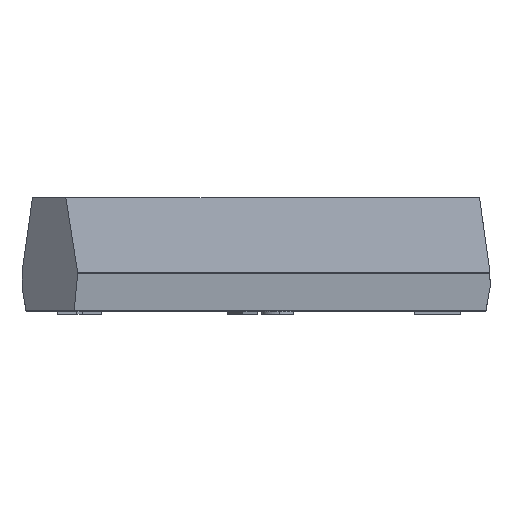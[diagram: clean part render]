
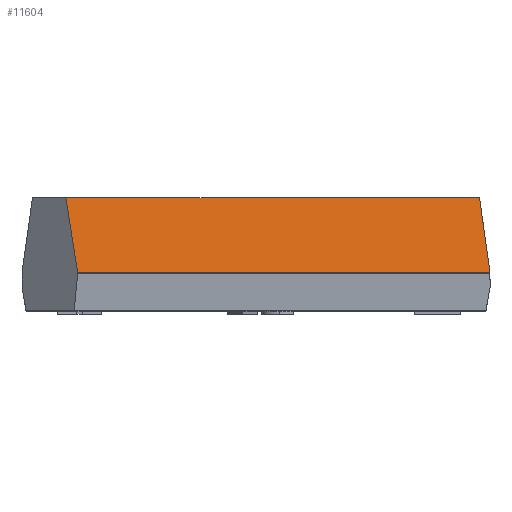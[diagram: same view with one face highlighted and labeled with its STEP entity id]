
A CAD part, top view. The second image highlights one B-rep face of the part: STEP entity #11604.
In plain terms, the highlighted planar face has unit normal (0, 0.139, 0.99).
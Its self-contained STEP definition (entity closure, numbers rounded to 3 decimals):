
#445 = AXIS2_PLACEMENT_3D ( 'NONE', #8345, #16871, #2571 ) ;
#858 = EDGE_CURVE ( 'NONE', #12814, #1197, #7541, .T. ) ;
#1197 = VERTEX_POINT ( 'NONE', #17254 ) ;
#2029 = CARTESIAN_POINT ( 'NONE',  ( 7.25, 0.225, 10.4 ) ) ;
#2253 = EDGE_LOOP ( 'NONE', ( #3509, #17341, #14804, #9605 ) ) ;
#2571 = DIRECTION ( 'NONE',  ( 0., 0.99, -0.139 ) ) ;
#3053 = CARTESIAN_POINT ( 'NONE',  ( 6.974, 2.185, 10.124 ) ) ;
#3509 = ORIENTED_EDGE ( 'NONE', *, *, #16350, .T. ) ;
#3533 = EDGE_CURVE ( 'NONE', #9718, #13044, #3602, .T. ) ;
#3602 = LINE ( 'NONE', #9276, #11459 ) ;
#4806 = DIRECTION ( 'NONE',  ( 1., 0., 0. ) ) ;
#6567 = VECTOR ( 'NONE', #4806, 1000. ) ;
#6849 = EDGE_CURVE ( 'NONE', #13044, #1197, #7499, .T. ) ;
#7103 = CARTESIAN_POINT ( 'NONE',  ( -7.25, 0.225, 10.4 ) ) ;
#7499 = LINE ( 'NONE', #11763, #6567 ) ;
#7541 = LINE ( 'NONE', #3053, #9299 ) ;
#7626 = DIRECTION ( 'NONE',  ( -0.138, 0.981, -0.138 ) ) ;
#7875 = CARTESIAN_POINT ( 'NONE',  ( -5.894, 2.55, 10.073 ) ) ;
#8345 = CARTESIAN_POINT ( 'NONE',  ( -7.25, 0.225, 10.4 ) ) ;
#9276 = CARTESIAN_POINT ( 'NONE',  ( -5.952, 2.918, 10.022 ) ) ;
#9299 = VECTOR ( 'NONE', #7626, 1000. ) ;
#9605 = ORIENTED_EDGE ( 'NONE', *, *, #3533, .F. ) ;
#9718 = VERTEX_POINT ( 'NONE', #16065 ) ;
#10525 = PLANE ( 'NONE',  #445 ) ;
#10674 = DIRECTION ( 'NONE',  ( -0.155, 0.978, -0.137 ) ) ;
#11456 = LINE ( 'NONE', #7103, #17178 ) ;
#11459 = VECTOR ( 'NONE', #10674, 1000. ) ;
#11604 = ADVANCED_FACE ( 'NONE', ( #11815 ), #10525, .F. ) ;
#11763 = CARTESIAN_POINT ( 'NONE',  ( -7.25, 2.55, 10.073 ) ) ;
#11815 = FACE_OUTER_BOUND ( 'NONE', #2253, .T. ) ;
#12733 = DIRECTION ( 'NONE',  ( 1., 0., 0. ) ) ;
#12814 = VERTEX_POINT ( 'NONE', #2029 ) ;
#13044 = VERTEX_POINT ( 'NONE', #7875 ) ;
#14804 = ORIENTED_EDGE ( 'NONE', *, *, #6849, .F. ) ;
#16065 = CARTESIAN_POINT ( 'NONE',  ( -5.525, 0.225, 10.4 ) ) ;
#16350 = EDGE_CURVE ( 'NONE', #9718, #12814, #11456, .T. ) ;
#16871 = DIRECTION ( 'NONE',  ( 0., -0.139, -0.99 ) ) ;
#17178 = VECTOR ( 'NONE', #12733, 1000. ) ;
#17254 = CARTESIAN_POINT ( 'NONE',  ( 6.923, 2.55, 10.073 ) ) ;
#17341 = ORIENTED_EDGE ( 'NONE', *, *, #858, .T. ) ;
